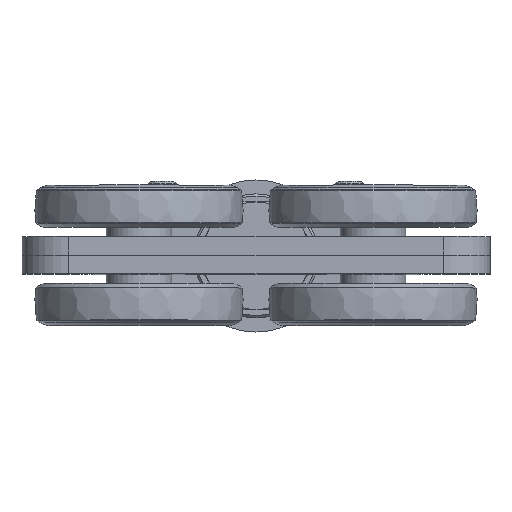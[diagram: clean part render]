
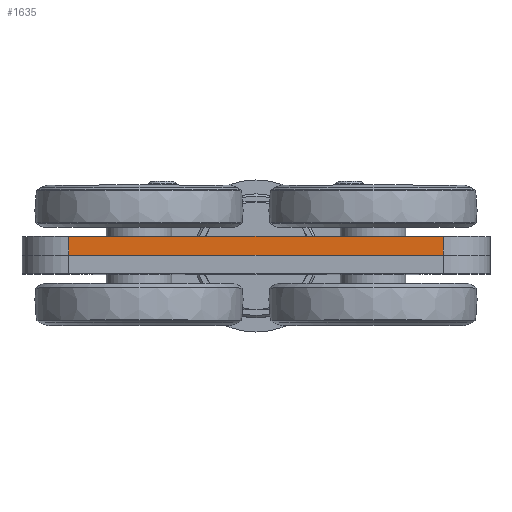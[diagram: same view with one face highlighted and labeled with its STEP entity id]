
A CAD part, top view. The second image highlights one B-rep face of the part: STEP entity #1635.
In plain terms, the highlighted planar face has unit normal (0, 0, 1).
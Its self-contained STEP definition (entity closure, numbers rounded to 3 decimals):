
#1635=ADVANCED_FACE('',(#3020),#3021,.T.);
#3020=FACE_OUTER_BOUND('',#4774,.T.);
#3021=PLANE('',#4775);
#4774=EDGE_LOOP('',(#6984,#6985,#6986,#6987));
#4775=AXIS2_PLACEMENT_3D('',#6988,#6989,#6990);
#6984=ORIENTED_EDGE('',*,*,#9899,.T.);
#6985=ORIENTED_EDGE('',*,*,#9959,.F.);
#6986=ORIENTED_EDGE('',*,*,#9960,.T.);
#6987=ORIENTED_EDGE('',*,*,#9961,.T.);
#6988=CARTESIAN_POINT('',(-34.745,1308.891,21.208));
#6989=DIRECTION('',(0.,0.,1.));
#6990=DIRECTION('',(1.,0.,0.));
#9899=EDGE_CURVE('',#11378,#11376,#11379,.T.);
#9959=EDGE_CURVE('',#11474,#11376,#11475,.T.);
#9960=EDGE_CURVE('',#11474,#11476,#11477,.T.);
#9961=EDGE_CURVE('',#11476,#11378,#11478,.T.);
#11376=VERTEX_POINT('',#13745);
#11378=VERTEX_POINT('',#13747);
#11379=LINE('',#13748,#13749);
#11474=VERTEX_POINT('',#13884);
#11475=LINE('',#13885,#13886);
#11476=VERTEX_POINT('',#13887);
#11477=LINE('',#13888,#13889);
#11478=LINE('',#13890,#13891);
#13745=CARTESIAN_POINT('',(-34.745,1308.891,21.208));
#13747=CARTESIAN_POINT('',(125.255,1308.891,21.208));
#13748=CARTESIAN_POINT('',(45.398,1308.891,21.208));
#13749=VECTOR('',#16271,1.);
#13884=CARTESIAN_POINT('',(-34.745,1300.891,21.208));
#13885=CARTESIAN_POINT('',(-34.745,1308.891,21.208));
#13886=VECTOR('',#16359,1.);
#13887=CARTESIAN_POINT('',(125.255,1300.891,21.208));
#13888=CARTESIAN_POINT('',(-34.745,1300.891,21.208));
#13889=VECTOR('',#16360,1.);
#13890=CARTESIAN_POINT('',(125.255,1308.891,21.208));
#13891=VECTOR('',#16361,1.);
#16271=DIRECTION('',(-1.,0.,0.));
#16359=DIRECTION('',(0.,1.,0.));
#16360=DIRECTION('',(1.,0.,0.));
#16361=DIRECTION('',(0.,1.,0.));
